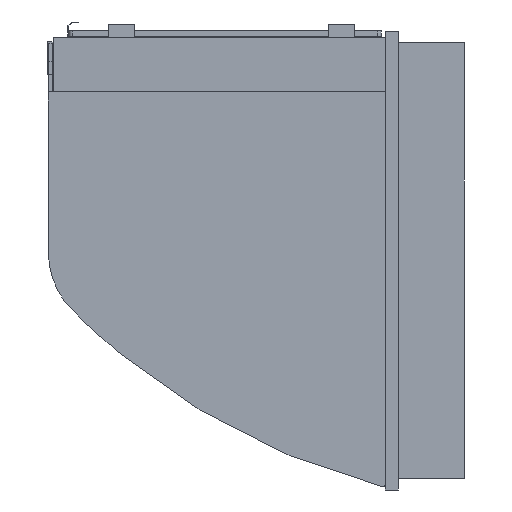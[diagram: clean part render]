
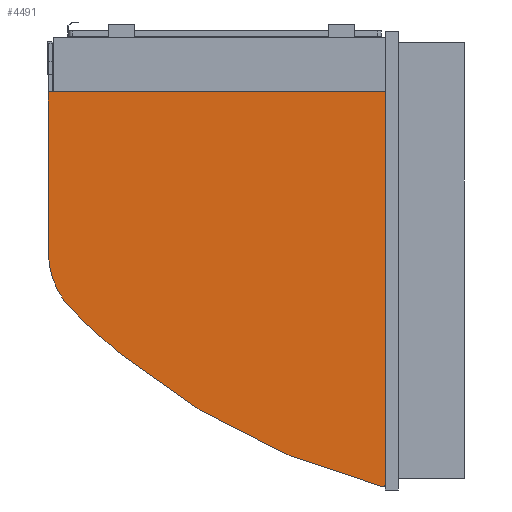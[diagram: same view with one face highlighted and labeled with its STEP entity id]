
A CAD part, left-side view. The second image highlights one B-rep face of the part: STEP entity #4491.
In plain terms, the highlighted planar face has unit normal (-1, 0, 0).
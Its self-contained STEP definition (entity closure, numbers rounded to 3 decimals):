
#80=CIRCLE('',#4845,3.);
#81=CIRCLE('',#4847,123.);
#82=CIRCLE('',#4848,1022.);
#83=CIRCLE('',#4849,1022.);
#329=FACE_OUTER_BOUND('',#616,.T.);
#616=EDGE_LOOP('',(#3237,#3238,#3239,#3240,#3241,#3242,#3243));
#979=LINE('',#6824,#1495);
#980=LINE('',#6826,#1496);
#981=LINE('',#6828,#1497);
#1495=VECTOR('',#5482,10.);
#1496=VECTOR('',#5483,10.);
#1497=VECTOR('',#5484,10.);
#1971=VERTEX_POINT('',#6817);
#1972=VERTEX_POINT('',#6819);
#1973=VERTEX_POINT('',#6823);
#1974=VERTEX_POINT('',#6825);
#1975=VERTEX_POINT('',#6827);
#1976=VERTEX_POINT('',#6829);
#1977=VERTEX_POINT('',#6831);
#2447=EDGE_CURVE('',#1971,#1972,#80,.T.);
#2449=EDGE_CURVE('',#1971,#1973,#979,.T.);
#2450=EDGE_CURVE('',#1973,#1974,#980,.T.);
#2451=EDGE_CURVE('',#1974,#1975,#981,.T.);
#2452=EDGE_CURVE('',#1975,#1976,#81,.T.);
#2453=EDGE_CURVE('',#1976,#1977,#82,.T.);
#2454=EDGE_CURVE('',#1977,#1972,#83,.T.);
#3237=ORIENTED_EDGE('',*,*,#2447,.F.);
#3238=ORIENTED_EDGE('',*,*,#2449,.T.);
#3239=ORIENTED_EDGE('',*,*,#2450,.T.);
#3240=ORIENTED_EDGE('',*,*,#2451,.T.);
#3241=ORIENTED_EDGE('',*,*,#2452,.T.);
#3242=ORIENTED_EDGE('',*,*,#2453,.T.);
#3243=ORIENTED_EDGE('',*,*,#2454,.T.);
#4249=PLANE('',#4846);
#4491=ADVANCED_FACE('',(#329),#4249,.T.);
#4845=AXIS2_PLACEMENT_3D('',#6820,#5477,#5478);
#4846=AXIS2_PLACEMENT_3D('',#6822,#5480,#5481);
#4847=AXIS2_PLACEMENT_3D('',#6830,#5485,#5486);
#4848=AXIS2_PLACEMENT_3D('',#6832,#5487,#5488);
#4849=AXIS2_PLACEMENT_3D('',#6833,#5489,#5490);
#5477=DIRECTION('center_axis',(1.,0.,0.));
#5478=DIRECTION('ref_axis',(0.,-0.613,-0.79));
#5480=DIRECTION('center_axis',(-1.,0.,0.));
#5481=DIRECTION('ref_axis',(0.,0.,1.));
#5482=DIRECTION('',(0.,0.,1.));
#5483=DIRECTION('',(0.,1.,0.));
#5484=DIRECTION('',(0.,0.,-1.));
#5485=DIRECTION('center_axis',(-1.,0.,0.));
#5486=DIRECTION('ref_axis',(0.,1.,0.));
#5487=DIRECTION('center_axis',(-1.,0.,0.));
#5488=DIRECTION('ref_axis',(0.,0.707,-0.707));
#5489=DIRECTION('center_axis',(-1.,0.,0.));
#5490=DIRECTION('ref_axis',(0.,0.636,-0.772));
#6817=CARTESIAN_POINT('',(-718.,70.,-339.646));
#6819=CARTESIAN_POINT('',(-718.,73.742,-342.553));
#6820=CARTESIAN_POINT('Origin',(-718.,73.,-339.646));
#6822=CARTESIAN_POINT('Origin',(-718.,325.,-44.));
#6823=CARTESIAN_POINT('',(-718.,70.,255.5));
#6824=CARTESIAN_POINT('',(-718.,70.,-343.5));
#6825=CARTESIAN_POINT('',(-718.,580.,255.5));
#6826=CARTESIAN_POINT('',(-718.,70.,255.5));
#6827=CARTESIAN_POINT('',(-718.,580.,12.25));
#6828=CARTESIAN_POINT('',(-718.,580.,302.25));
#6829=CARTESIAN_POINT('',(-718.,543.973,-74.733));
#6830=CARTESIAN_POINT('Origin',(-718.,457.,12.242));
#6831=CARTESIAN_POINT('',(-718.,470.819,-141.139));
#6832=CARTESIAN_POINT('Origin',(-718.,-178.72,647.9));
#6833=CARTESIAN_POINT('Origin',(-718.,-178.942,647.717));
